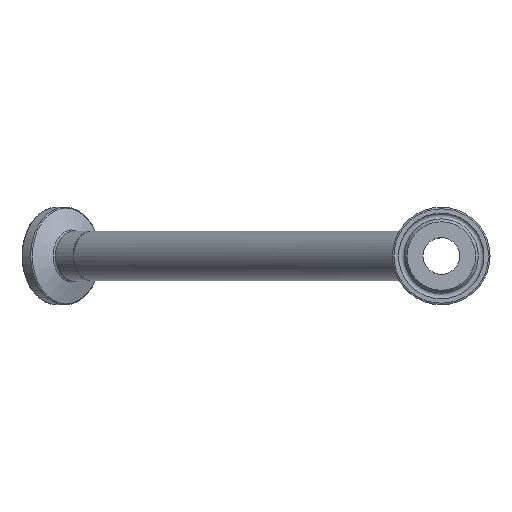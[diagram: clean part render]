
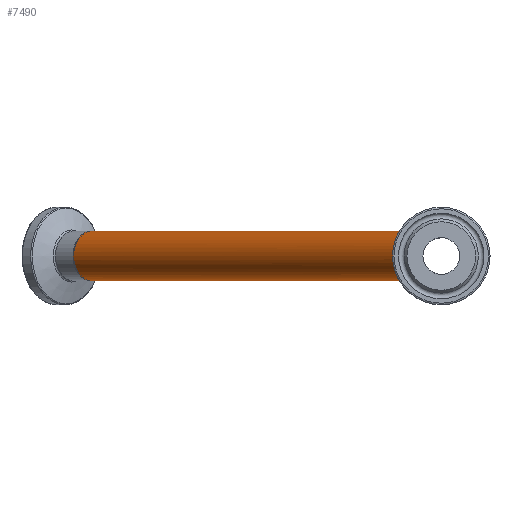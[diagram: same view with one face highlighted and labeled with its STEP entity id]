
A CAD part, left-side view. The second image highlights one B-rep face of the part: STEP entity #7490.
In plain terms, the highlighted cylindrical face has radius 6.35 mm (diameter 12.7 mm), a full revolution.
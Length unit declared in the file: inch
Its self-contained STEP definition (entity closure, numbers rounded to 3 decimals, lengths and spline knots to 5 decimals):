
#70=ELLIPSE('',#7866,0.2706,0.25);
#71=ELLIPSE('',#7867,0.65328,0.25);
#72=ELLIPSE('',#7868,0.65328,0.25);
#810=FACE_OUTER_BOUND('',#1254,.T.);
#1254=EDGE_LOOP('',(#6679,#6680,#6681,#6682,#6683,#6684,#6685));
#1761=LINE('',#16875,#2228);
#2228=VECTOR('',#9188,0.25);
#2363=CIRCLE('',#7881,0.25);
#2364=CIRCLE('',#7882,0.25);
#3508=VERTEX_POINT('',#16839);
#3509=VERTEX_POINT('',#16840);
#3510=VERTEX_POINT('',#16842);
#3511=VERTEX_POINT('',#16857);
#3512=VERTEX_POINT('',#16858);
#4595=EDGE_CURVE('',#3508,#3509,#70,.T.);
#4596=EDGE_CURVE('',#3509,#3510,#71,.T.);
#4597=EDGE_CURVE('',#3510,#3508,#72,.T.);
#4598=EDGE_CURVE('',#3511,#3512,#2363,.T.);
#4599=EDGE_CURVE('',#3512,#3511,#2364,.T.);
#4606=EDGE_CURVE('',#3512,#3510,#1761,.T.);
#6679=ORIENTED_EDGE('',*,*,#4598,.T.);
#6680=ORIENTED_EDGE('',*,*,#4606,.T.);
#6681=ORIENTED_EDGE('',*,*,#4596,.F.);
#6682=ORIENTED_EDGE('',*,*,#4595,.F.);
#6683=ORIENTED_EDGE('',*,*,#4597,.F.);
#6684=ORIENTED_EDGE('',*,*,#4606,.F.);
#6685=ORIENTED_EDGE('',*,*,#4599,.T.);
#7053=CYLINDRICAL_SURFACE('',#7890,0.25);
#7490=ADVANCED_FACE('',(#810),#7053,.T.);
#7866=AXIS2_PLACEMENT_3D('',#16841,#9138,#9139);
#7867=AXIS2_PLACEMENT_3D('',#16843,#9140,#9141);
#7868=AXIS2_PLACEMENT_3D('',#16844,#9142,#9143);
#7881=AXIS2_PLACEMENT_3D('',#16859,#9168,#9169);
#7882=AXIS2_PLACEMENT_3D('',#16860,#9170,#9171);
#7890=AXIS2_PLACEMENT_3D('',#16874,#9186,#9187);
#9138=DIRECTION('center_axis',(-0.924,-0.383,0.));
#9139=DIRECTION('ref_axis',(-0.383,0.924,0.));
#9140=DIRECTION('center_axis',(0.383,-0.924,0.));
#9141=DIRECTION('ref_axis',(0.924,0.383,0.));
#9142=DIRECTION('center_axis',(0.383,-0.924,0.));
#9143=DIRECTION('ref_axis',(0.924,0.383,0.));
#9168=DIRECTION('center_axis',(-0.707,-0.707,0.));
#9169=DIRECTION('ref_axis',(-0.707,0.707,0.));
#9170=DIRECTION('center_axis',(-0.707,-0.707,0.));
#9171=DIRECTION('ref_axis',(-0.707,0.707,0.));
#9186=DIRECTION('center_axis',(0.707,0.707,0.));
#9187=DIRECTION('ref_axis',(-0.707,0.707,0.));
#9188=DIRECTION('',(-0.707,-0.707,0.));
#16839=CARTESIAN_POINT('',(1.505,0.,0.25));
#16840=CARTESIAN_POINT('',(1.505,0.,-0.25));
#16841=CARTESIAN_POINT('Origin',(1.505,0.,0.));
#16842=CARTESIAN_POINT('',(2.10855,0.25,0.));
#16843=CARTESIAN_POINT('Origin',(1.505,0.,0.));
#16844=CARTESIAN_POINT('Origin',(1.505,0.,0.));
#16857=CARTESIAN_POINT('',(5.04053,3.53553,-0.25));
#16858=CARTESIAN_POINT('',(5.21731,3.35876,0.));
#16859=CARTESIAN_POINT('Origin',(5.04053,3.53553,0.));
#16860=CARTESIAN_POINT('Origin',(5.04053,3.53553,0.));
#16874=CARTESIAN_POINT('Origin',(3.33148,1.82648,0.));
#16875=CARTESIAN_POINT('',(3.50825,1.6497,0.));
